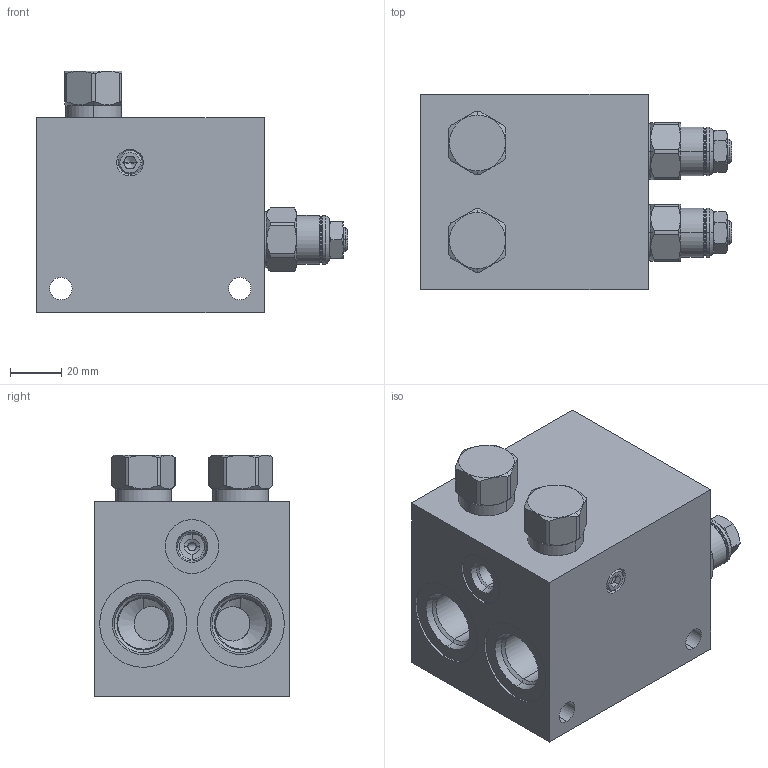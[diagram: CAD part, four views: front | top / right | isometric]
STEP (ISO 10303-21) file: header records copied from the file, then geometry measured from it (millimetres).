
FILE_DESCRIPTION((''),'2;1');
FILE_NAME('YCCHLHNAK_ASM','2021-08-23T',('ProEService'),(''),'PRO/ENGINEER BY PARAMETRIC TECHNOLOGY CORPORATION, 2014200','PRO/ENGINEER BY PARAMETRIC TECHNOLOGY CORPORATION, 2014200','');
FILE_SCHEMA(('CONFIG_CONTROL_DESIGN'));
Length unit declared in the file: inch
Products named in the file (7): 150-834-004; CXCDXCN; CBCALHN; 340-002; 260-010; 800-001-070; YCCHLHNAK_ASM
Assembly tree (8 placements, depth 2):
  YCCHLHNAK_ASM
    150-834-004
    CXCDXCN  x2
    CBCALHN  x2
    340-002
    260-010
    800-001-070
Bounding box: 121.44 x 76.2 x 94.46 mm (x, y, z)
Volume: 467966.7 mm3; surface area: 93084.3 mm2
Topology: 16 solids, 20 shells, 879 faces, 2489 edges, 1843 vertices
Faces by surface type: cylinder 325, plane 202, cone 200, torus 104, revolution 40, sphere 8
Entity records: 22111 total; most frequent: CARTESIAN_POINT 6963, DIRECTION 3264, ORIENTED_EDGE 2560, EDGE_CURVE 1280, AXIS2_PLACEMENT_3D 1176, VECTOR 892, LINE 892, VERTEX_POINT 777
